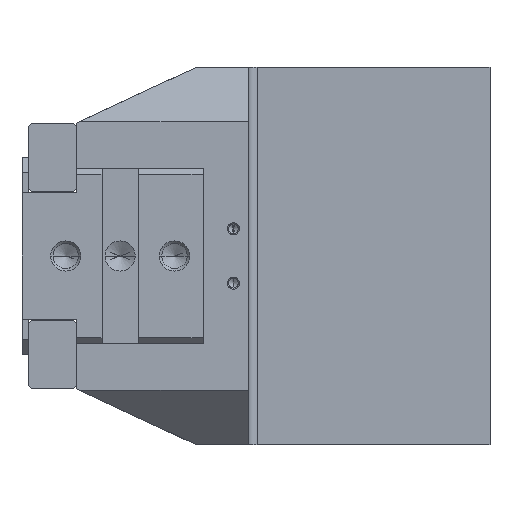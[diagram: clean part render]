
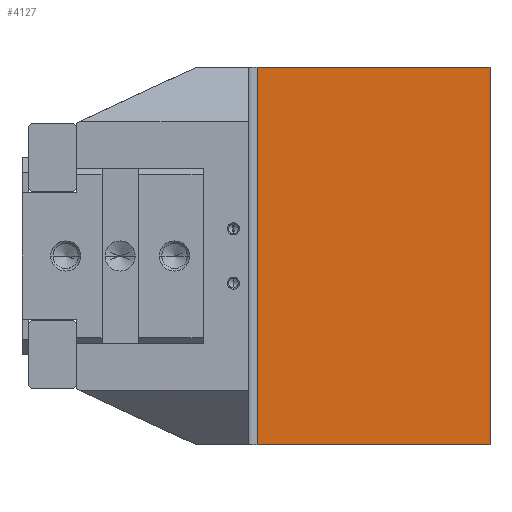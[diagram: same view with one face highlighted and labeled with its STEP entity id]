
A CAD part, left-side view. The second image highlights one B-rep face of the part: STEP entity #4127.
In plain terms, the highlighted planar face has unit normal (-1, 0, 0).
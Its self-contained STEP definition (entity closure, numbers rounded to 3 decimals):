
#1835 = VERTEX_POINT( '', #5316 );
#2431 = EDGE_CURVE( '', #3119, #1835, #5970, .T. );
#2451 = EDGE_CURVE( '', #3119, #4787, #5992, .T. );
#3119 = VERTEX_POINT( '', #6742 );
#3549 = VERTEX_POINT( '', #7208 );
#3749 = EDGE_CURVE( '', #4787, #3549, #7437, .T. );
#3811 = EDGE_CURVE( '', #3549, #1835, #7505, .T. );
#4127 = ADVANCED_FACE( '', ( #7859 ), #7860, .F. );
#4787 = VERTEX_POINT( '', #8610 );
#5316 = CARTESIAN_POINT( '', ( -75., 77., -62.5 ) );
#5970 = LINE( '', #10127, #10128 );
#5992 = LINE( '', #10158, #10159 );
#6742 = CARTESIAN_POINT( '', ( -75., 77., 62.5 ) );
#7208 = CARTESIAN_POINT( '', ( -75., 0., -62.5 ) );
#7437 = LINE( '', #12162, #12163 );
#7505 = LINE( '', #12255, #12256 );
#7859 = FACE_OUTER_BOUND( '', #12731, .T. );
#7860 = PLANE( '', #12732 );
#8610 = CARTESIAN_POINT( '', ( -75., 0., 62.5 ) );
#10127 = CARTESIAN_POINT( '', ( -75., 77., 62.5 ) );
#10128 = VECTOR( '', #15180, 1. );
#10158 = CARTESIAN_POINT( '', ( -75., 48.663, 62.5 ) );
#10159 = VECTOR( '', #15202, 1. );
#12162 = CARTESIAN_POINT( '', ( -75., 0., 62.5 ) );
#12163 = VECTOR( '', #16830, 1. );
#12255 = CARTESIAN_POINT( '', ( -75., 0., -62.5 ) );
#12256 = VECTOR( '', #16902, 1. );
#12731 = EDGE_LOOP( '', ( #17339, #17340, #17341, #17342 ) );
#12732 = AXIS2_PLACEMENT_3D( '', #17343, #17344, #17345 );
#15180 = DIRECTION( '', ( 0., 0., -1. ) );
#15202 = DIRECTION( '', ( 0., -1., 0. ) );
#16830 = DIRECTION( '', ( 0., 0., -1. ) );
#16902 = DIRECTION( '', ( 0., 1., 0. ) );
#17339 = ORIENTED_EDGE( '', *, *, #3811, .F. );
#17340 = ORIENTED_EDGE( '', *, *, #3749, .F. );
#17341 = ORIENTED_EDGE( '', *, *, #2451, .F. );
#17342 = ORIENTED_EDGE( '', *, *, #2431, .T. );
#17343 = CARTESIAN_POINT( '', ( -75., 0., 62.5 ) );
#17344 = DIRECTION( '', ( 1., 0., 0. ) );
#17345 = DIRECTION( '', ( 0., -1., 0. ) );
